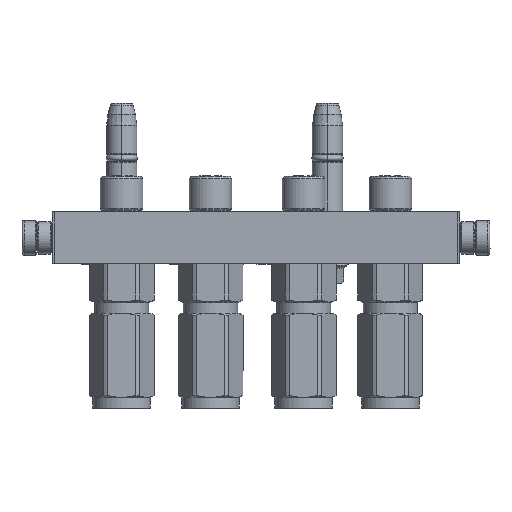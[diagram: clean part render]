
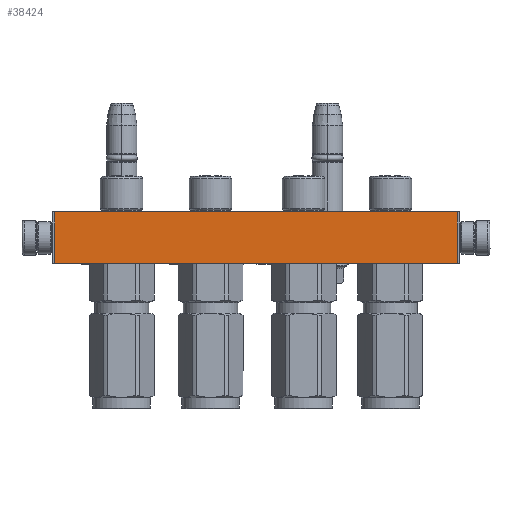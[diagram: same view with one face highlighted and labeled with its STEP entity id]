
A CAD part, left-side view. The second image highlights one B-rep face of the part: STEP entity #38424.
In plain terms, the highlighted face is planar.
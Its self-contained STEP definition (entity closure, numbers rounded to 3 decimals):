
#588 = VERTEX_POINT ( 'NONE', #7601 ) ;
#1942 = DIRECTION ( 'NONE',  ( -1., 0., 0. ) ) ;
#4023 = VECTOR ( 'NONE', #17328, 1000. ) ;
#6720 = CARTESIAN_POINT ( 'NONE',  ( -31., 0., -22. ) ) ;
#7601 = CARTESIAN_POINT ( 'NONE',  ( 155., 0., -22. ) ) ;
#10184 = LINE ( 'NONE', #43393, #38446 ) ;
#11538 = ORIENTED_EDGE ( 'NONE', *, *, #11745, .T. ) ;
#11745 = EDGE_CURVE ( 'NONE', #45624, #26938, #28825, .T. ) ;
#14288 = CARTESIAN_POINT ( 'NONE',  ( -31., 24., -22. ) ) ;
#14858 = EDGE_CURVE ( 'NONE', #588, #15520, #31951, .T. ) ;
#15520 = VERTEX_POINT ( 'NONE', #24937 ) ;
#17328 = DIRECTION ( 'NONE',  ( 0., 1., 0. ) ) ;
#17489 = VECTOR ( 'NONE', #35795, 1000. ) ;
#17612 = ORIENTED_EDGE ( 'NONE', *, *, #29210, .T. ) ;
#17706 = CARTESIAN_POINT ( 'NONE',  ( 156., 0., -22. ) ) ;
#19608 = AXIS2_PLACEMENT_3D ( 'NONE', #17706, #36582, #46938 ) ;
#20897 = FACE_OUTER_BOUND ( 'NONE', #46028, .T. ) ;
#21297 = ORIENTED_EDGE ( 'NONE', *, *, #47279, .F. ) ;
#24031 = LINE ( 'NONE', #31144, #34989 ) ;
#24937 = CARTESIAN_POINT ( 'NONE',  ( 155., 24., -22. ) ) ;
#26938 = VERTEX_POINT ( 'NONE', #14288 ) ;
#28553 = DIRECTION ( 'NONE',  ( -1., 0., 0. ) ) ;
#28825 = LINE ( 'NONE', #6720, #4023 ) ;
#29210 = EDGE_CURVE ( 'NONE', #588, #45624, #10184, .T. ) ;
#31144 = CARTESIAN_POINT ( 'NONE',  ( 155., 24., -22. ) ) ;
#31951 = LINE ( 'NONE', #42920, #17489 ) ;
#34989 = VECTOR ( 'NONE', #1942, 1000. ) ;
#35795 = DIRECTION ( 'NONE',  ( 0., 1., 0. ) ) ;
#36582 = DIRECTION ( 'NONE',  ( 0., 0., -1. ) ) ;
#37599 = CARTESIAN_POINT ( 'NONE',  ( -31., 0., -22. ) ) ;
#38424 = ADVANCED_FACE ( 'NONE', ( #20897 ), #40125, .T. ) ;
#38446 = VECTOR ( 'NONE', #28553, 1000. ) ;
#40125 = PLANE ( 'NONE',  #19608 ) ;
#42045 = ORIENTED_EDGE ( 'NONE', *, *, #14858, .F. ) ;
#42920 = CARTESIAN_POINT ( 'NONE',  ( 155., 0., -22. ) ) ;
#43393 = CARTESIAN_POINT ( 'NONE',  ( 155., 0., -22. ) ) ;
#45624 = VERTEX_POINT ( 'NONE', #37599 ) ;
#46028 = EDGE_LOOP ( 'NONE', ( #21297, #42045, #17612, #11538 ) ) ;
#46938 = DIRECTION ( 'NONE',  ( -1., 0., 0. ) ) ;
#47279 = EDGE_CURVE ( 'NONE', #15520, #26938, #24031, .T. ) ;
